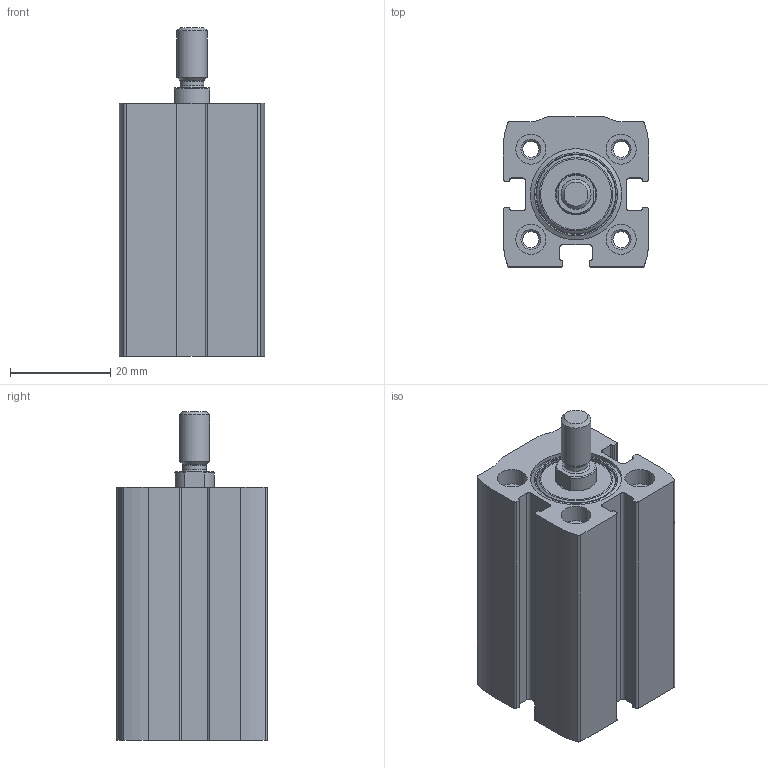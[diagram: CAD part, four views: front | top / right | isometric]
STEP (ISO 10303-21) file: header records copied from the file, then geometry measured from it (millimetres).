
FILE_DESCRIPTION(/* description */ ('STEP AP214'),/* implementation_level */ '2;1');
FILE_NAME(/* name */ '8142740_ADN-S-16-30-A-P-A-F1A',/* time_stamp */ '2024-08-01T17:39:43+02:00',/* author */ ('License CC BY-ND 4.0'),/* organization */ ('CADENAS'),/* preprocessor_version */ 'ST-DEVELOPER v19.3',/* originating_system */ 'PARTsolutions',/* authorisation */ ' ');
FILE_SCHEMA (('AUTOMOTIVE_DESIGN {1 0 10303 214 3 1 1}'));
Length unit declared in the file: millimetre
Products named in the file (3): 8142740 ADN-S-16-30-A-P-A-F1A---(0_high); 8084709 ADN-S-16-30-A-P-A---(high_H); 8084709 ADN-S-16-30-A-P-A---(high_P)
Assembly tree (2 placements, depth 2):
  8142740 ADN-S-16-30-A-P-A-F1A---(0_high)
    8084709 ADN-S-16-30-A-P-A---(high_H)
    8084709 ADN-S-16-30-A-P-A---(high_P)
Bounding box: 29 x 30 x 65.5 mm (x, y, z)
Volume: 32092.1 mm3; surface area: 15797.1 mm2
Topology: 2 solids, 2 shells, 149 faces, 345 edges, 223 vertices
Faces by surface type: cylinder 65, plane 61, cone 18, torus 5
Full cylindrical faces by diameter (mm): 3.242 x8, 3.5 x4, 4.134 x2, 4.7 x1, 6 x9, 8 x2, 16 x2, 18.2 x1
Entity records: 4093 total; most frequent: DIRECTION 748, CARTESIAN_POINT 678, ORIENTED_EDGE 586, AXIS2_PLACEMENT_3D 307, EDGE_CURVE 293, EDGE_LOOP 230, FACE_BOUND 230, VERTEX_POINT 221
